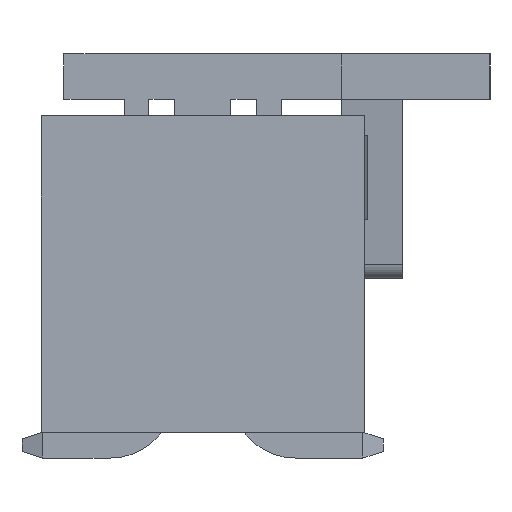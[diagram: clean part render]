
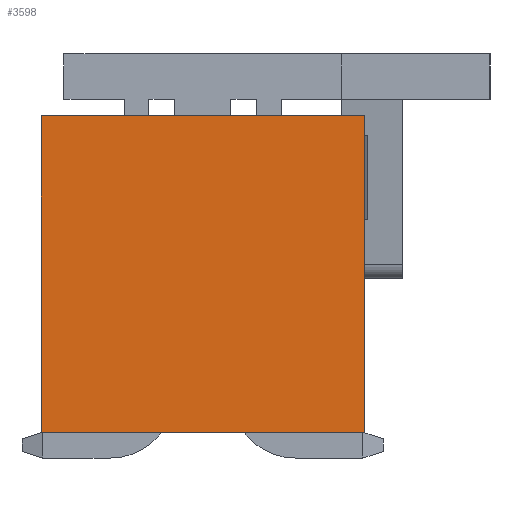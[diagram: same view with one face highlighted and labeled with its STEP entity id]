
A CAD part, left-side view. The second image highlights one B-rep face of the part: STEP entity #3598.
In plain terms, the highlighted planar face has unit normal (-1, 0, 0).
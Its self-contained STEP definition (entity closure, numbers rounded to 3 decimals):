
#541=ORIENTED_EDGE('',*,*,#1306,.F.);
#542=ORIENTED_EDGE('',*,*,#1294,.F.);
#543=ORIENTED_EDGE('',*,*,#1123,.T.);
#544=ORIENTED_EDGE('',*,*,#1390,.T.);
#1123=EDGE_CURVE('',#1638,#1637,#1967,.T.);
#1294=EDGE_CURVE('',#1638,#1758,#2138,.T.);
#1306=EDGE_CURVE('',#1758,#1765,#2150,.T.);
#1390=EDGE_CURVE('',#1637,#1765,#2234,.T.);
#1637=VERTEX_POINT('',#4882);
#1638=VERTEX_POINT('',#4884);
#1758=VERTEX_POINT('',#5220);
#1765=VERTEX_POINT('',#5240);
#1967=LINE('',#4883,#2473);
#2138=LINE('',#5219,#2644);
#2150=LINE('',#5239,#2656);
#2234=LINE('',#5405,#2740);
#2473=VECTOR('',#3965,1000.);
#2644=VECTOR('',#4226,1000.);
#2656=VECTOR('',#4240,1000.);
#2740=VECTOR('',#4364,1000.);
#3048=EDGE_LOOP('',(#541,#542,#543,#544));
#3240=FACE_BOUND('',#3048,.T.);
#3421=PLANE('',#3818);
#3598=ADVANCED_FACE('',(#3240),#3421,.T.);
#3818=AXIS2_PLACEMENT_3D('',#5406,#4365,#4366);
#3965=DIRECTION('',(0.,0.,1.));
#4226=DIRECTION('',(0.,1.,0.));
#4240=DIRECTION('',(0.,0.,1.));
#4364=DIRECTION('',(0.,1.,0.));
#4365=DIRECTION('',(-1.,0.,0.));
#4366=DIRECTION('',(0.,0.,1.));
#4882=CARTESIAN_POINT('',(-6.35,-2.5,2.45));
#4883=CARTESIAN_POINT('',(-6.35,-2.5,-2.45));
#4884=CARTESIAN_POINT('',(-6.35,-2.5,-2.45));
#5219=CARTESIAN_POINT('',(-6.35,-2.5,-2.45));
#5220=CARTESIAN_POINT('',(-6.35,2.5,-2.45));
#5239=CARTESIAN_POINT('',(-6.35,2.5,-2.45));
#5240=CARTESIAN_POINT('',(-6.35,2.5,2.45));
#5405=CARTESIAN_POINT('',(-6.35,-2.5,2.45));
#5406=CARTESIAN_POINT('',(-6.35,-2.5,-2.45));
